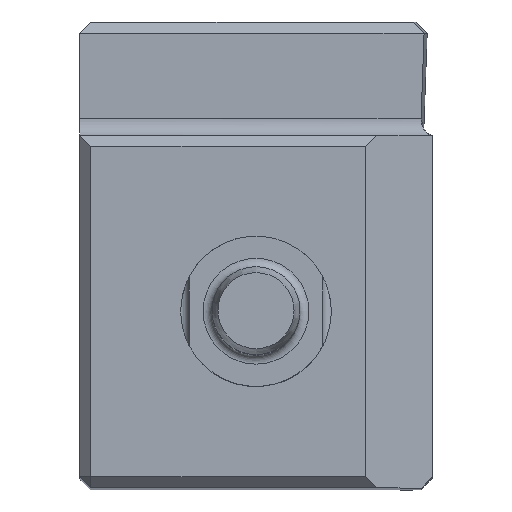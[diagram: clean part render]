
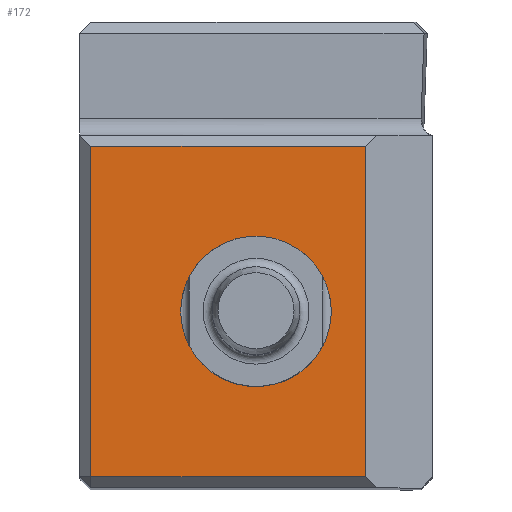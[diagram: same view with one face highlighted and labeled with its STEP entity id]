
A CAD part, top view. The second image highlights one B-rep face of the part: STEP entity #172.
In plain terms, the highlighted planar face has unit normal (0, 0, 1).
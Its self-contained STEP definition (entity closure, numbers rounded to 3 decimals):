
#125=FACE_BOUND('',#321,.T.);
#126=FACE_BOUND('',#322,.T.);
#152=CIRCLE('',#1185,3.375);
#172=ADVANCED_FACE('',(#125,#126),#231,.T.);
#231=PLANE('',#1186);
#321=EDGE_LOOP('',(#407,#408,#409,#410));
#322=EDGE_LOOP('',(#411));
#407=ORIENTED_EDGE('',*,*,#772,.T.);
#408=ORIENTED_EDGE('',*,*,#773,.T.);
#409=ORIENTED_EDGE('',*,*,#774,.T.);
#410=ORIENTED_EDGE('',*,*,#775,.T.);
#411=ORIENTED_EDGE('',*,*,#776,.T.);
#677=VERTEX_POINT('',#1609);
#678=VERTEX_POINT('',#1610);
#679=VERTEX_POINT('',#1612);
#680=VERTEX_POINT('',#1614);
#681=VERTEX_POINT('',#1617);
#772=EDGE_CURVE('',#677,#678,#908,.T.);
#773=EDGE_CURVE('',#678,#679,#909,.T.);
#774=EDGE_CURVE('',#679,#680,#910,.T.);
#775=EDGE_CURVE('',#680,#677,#911,.T.);
#776=EDGE_CURVE('',#681,#681,#152,.T.);
#908=LINE('',#1608,#1017);
#909=LINE('',#1611,#1018);
#910=LINE('',#1613,#1019);
#911=LINE('',#1615,#1020);
#1017=VECTOR('',#1303,1.);
#1018=VECTOR('',#1304,1.);
#1019=VECTOR('',#1305,1.);
#1020=VECTOR('',#1306,1.);
#1185=AXIS2_PLACEMENT_3D('',#1616,#1307,#1308);
#1186=AXIS2_PLACEMENT_3D('',#1618,#1309,#1310);
#1303=DIRECTION('',(1.,0.,0.));
#1304=DIRECTION('',(0.,1.,0.));
#1305=DIRECTION('',(-1.,0.,0.));
#1306=DIRECTION('',(0.,-1.,0.));
#1307=DIRECTION('',(0.,0.,-1.));
#1308=DIRECTION('',(1.,0.,0.));
#1309=DIRECTION('',(0.,0.,1.));
#1310=DIRECTION('',(-1.,0.,0.));
#1608=CARTESIAN_POINT('',(-15.85,0.5,0.));
#1609=CARTESIAN_POINT('',(-15.35,0.5,0.));
#1610=CARTESIAN_POINT('',(-3.,0.5,0.));
#1611=CARTESIAN_POINT('',(-3.,21.,0.));
#1612=CARTESIAN_POINT('',(-3.,15.35,0.));
#1613=CARTESIAN_POINT('',(0.,15.35,0.));
#1614=CARTESIAN_POINT('',(-15.35,15.35,0.));
#1615=CARTESIAN_POINT('',(-15.35,21.,0.));
#1616=CARTESIAN_POINT('',(-7.925,7.925,0.));
#1617=CARTESIAN_POINT('',(-4.55,7.925,0.));
#1618=CARTESIAN_POINT('',(-15.85,21.,0.));
